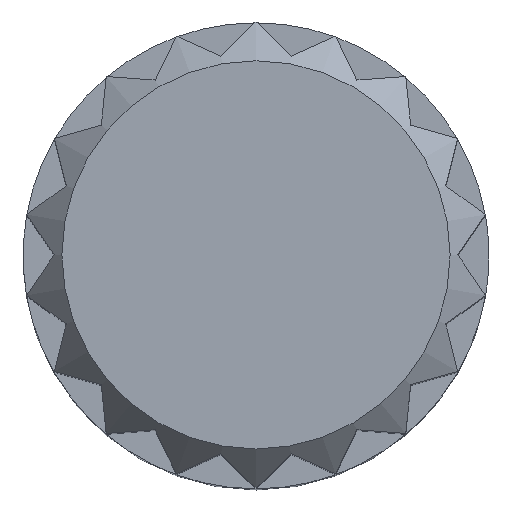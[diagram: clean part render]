
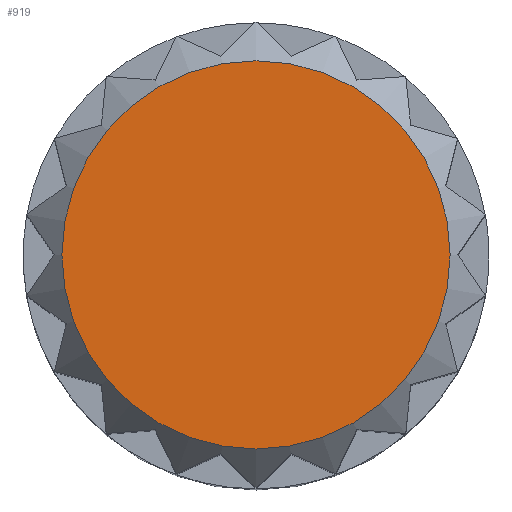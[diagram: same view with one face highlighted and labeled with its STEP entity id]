
A CAD part, top view. The second image highlights one B-rep face of the part: STEP entity #919.
In plain terms, the highlighted planar face has unit normal (0, 0, 1).
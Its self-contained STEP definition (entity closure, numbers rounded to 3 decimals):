
#258=FACE_OUTER_BOUND('',#316,.T.);
#316=EDGE_LOOP('',(#805));
#337=CIRCLE('',#1011,2.5);
#412=VERTEX_POINT('',#1580);
#542=EDGE_CURVE('',#412,#412,#337,.T.);
#805=ORIENTED_EDGE('',*,*,#542,.F.);
#861=PLANE('',#1012);
#919=ADVANCED_FACE('',(#258),#861,.T.);
#1011=AXIS2_PLACEMENT_3D('',#1581,#1242,#1243);
#1012=AXIS2_PLACEMENT_3D('',#1583,#1245,#1246);
#1242=DIRECTION('center_axis',(0.,0.,-1.));
#1243=DIRECTION('ref_axis',(-1.,0.,0.));
#1245=DIRECTION('center_axis',(0.,0.,1.));
#1246=DIRECTION('ref_axis',(-1.,0.,0.));
#1580=CARTESIAN_POINT('',(2.5,0.,25.));
#1581=CARTESIAN_POINT('Origin',(0.,0.,25.));
#1583=CARTESIAN_POINT('Origin',(0.,0.,25.));
